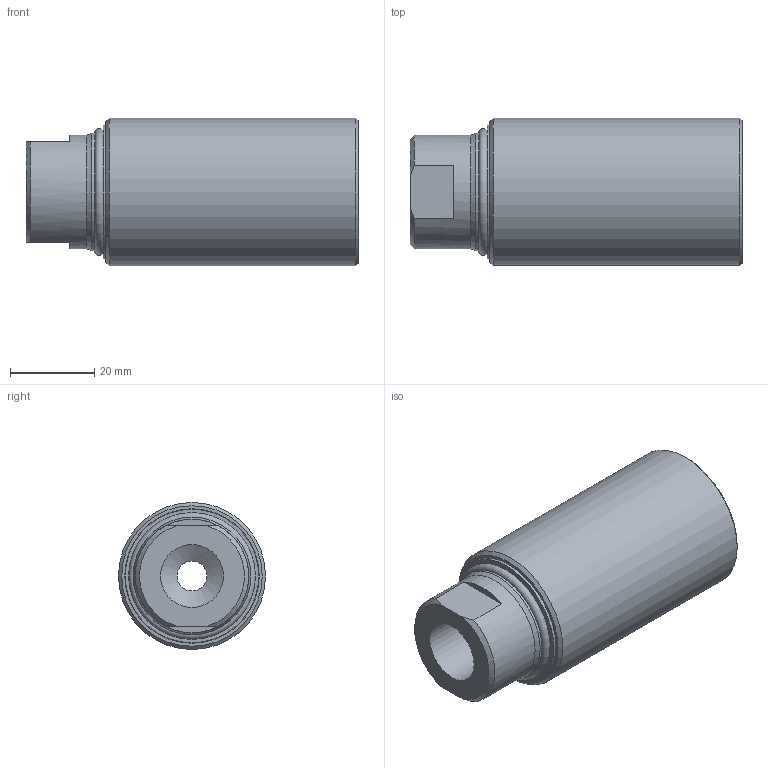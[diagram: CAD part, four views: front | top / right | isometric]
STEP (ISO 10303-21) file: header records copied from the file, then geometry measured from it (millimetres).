
FILE_DESCRIPTION(/* description */ (''),/* implementation_level */ '2;1');
FILE_NAME(/* name */ '60_70 BG4.stp',/* time_stamp */ '2016-08-05T11:11:57-05:00',/* author */ ('scottg'),/* organization */ ('FasTest,Inc.'),/* preprocessor_version */ 'ST-DEVELOPER v16.1',/* originating_system */ 'Autodesk Inventor 2016',/* authorisation */ '');
FILE_SCHEMA (('AUTOMOTIVE_DESIGN { 1 0 10303 214 3 1 1 }'));
Length unit declared in the file: inch
Products named in the file (1): 60_70 BG4
Bounding box: 78.99 x 35 x 35 mm (x, y, z)
Volume: 59914.8 mm3; surface area: 15448 mm2
Topology: 1 solids, 1 shells, 91 faces, 222 edges, 141 vertices
Faces by surface type: plane 38, cylinder 29, cone 22, torus 2
Full cylindrical faces by diameter (mm): 7.112 x1, 9.195 x1, 14.961 x1, 21.361 x1, 21.819 x1, 27 x1, 27.991 x2, 31.801 x1, 32.004 x1, 35.001 x1
Entity records: 2550 total; most frequent: CARTESIAN_POINT 458, DIRECTION 454, ORIENTED_EDGE 394, EDGE_CURVE 197, AXIS2_PLACEMENT_3D 181, VERTEX_POINT 137, EDGE_LOOP 122, LINE 92
